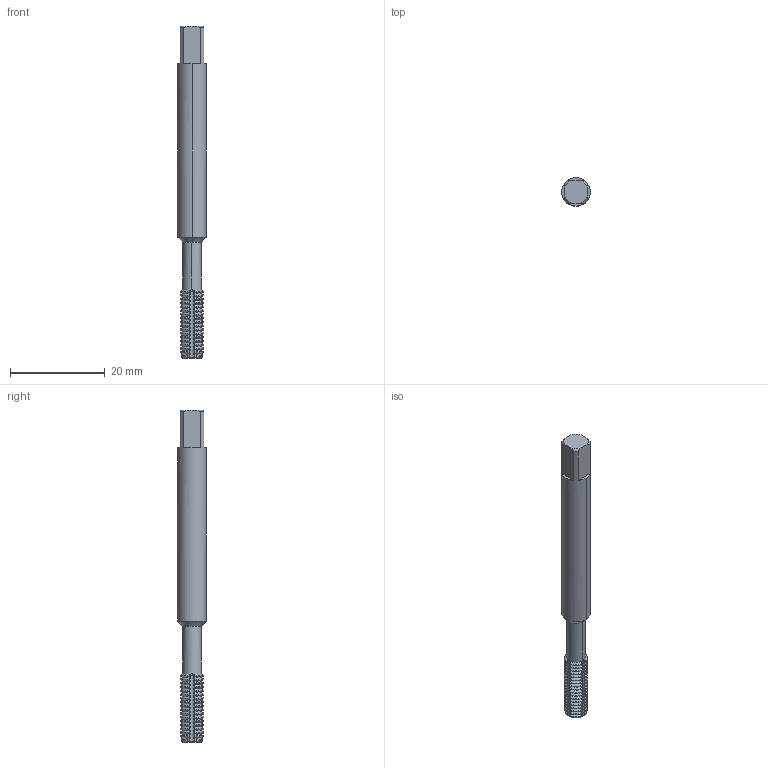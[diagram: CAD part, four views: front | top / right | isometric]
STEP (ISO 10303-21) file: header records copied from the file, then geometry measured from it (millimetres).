
FILE_DESCRIPTION(('no description'),'unknown implementation level');
FILE_NAME('solidHqWU7LYUbw2H87ImkM0uBuT5lbU_1.STP',' ',('CIMSOURCE GmbH'),('CADClick - KiM GmbH - www.kimweb.de'),'unknown preprocess','ACIS','unknown authorization');
FILE_SCHEMA(('automotive_design'));
Length unit declared in the file: millimetre
Products named in the file (2): 1; 2
Bounding box: 6 x 6 x 70 mm (x, y, z)
Volume: 1580.4 mm3; surface area: 1681.3 mm2
Topology: 2 solids, 2 shells, 495 faces, 1463 edges, 972 vertices
Faces by surface type: cone 178, cylinder 156, plane 153, torus 8
Entity records: 35440 total; most frequent: CARTESIAN_POINT 6387, STYLED_ITEM 2932, PRESENTATION_STYLE_ASSIGNMENT 2932, COLOUR_RGB 2932, ORIENTED_EDGE 2926, DIRECTION 2465, EDGE_CURVE 1463, CURVE_STYLE 1463
